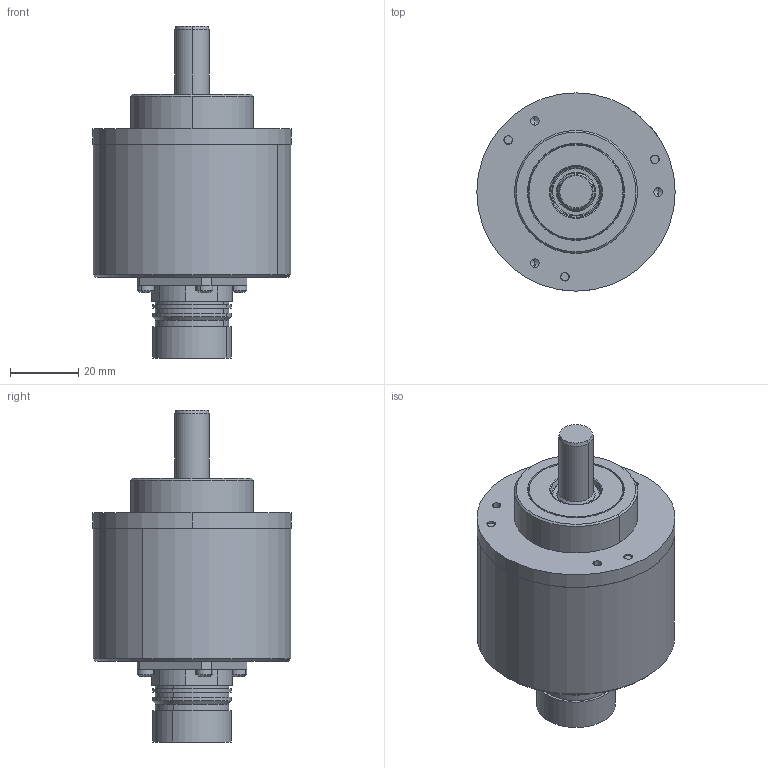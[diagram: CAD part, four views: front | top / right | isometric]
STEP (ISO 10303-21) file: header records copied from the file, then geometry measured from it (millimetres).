
FILE_DESCRIPTION((''),'2;1');
FILE_NAME('637102','2010-11-10T',('se2802'),(''),'PRO/ENGINEER BY PARAMETRIC TECHNOLOGY CORPORATION, 2010180','PRO/ENGINEER BY PARAMETRIC TECHNOLOGY CORPORATION, 2010180','');
FILE_SCHEMA(('CONFIG_CONTROL_DESIGN'));
Products named in the file (1): 637102
Bounding box: 58 x 58 x 97.1 mm (x, y, z)
Volume: 75589.2 mm3; surface area: 43084.8 mm2
Topology: 1 solids, 3 shells, 1461 faces, 4018 edges, 2614 vertices
Faces by surface type: cylinder 525, plane 472, extrusion 324, cone 66, torus 60, sphere 14
Entity records: 52137 total; most frequent: CARTESIAN_POINT 15280, ORIENTED_EDGE 8020, DIRECTION 7140, EDGE_CURVE 4010, VERTEX_POINT 2614, AXIS2_PLACEMENT_3D 2601, VECTOR 1938, LINE 1614
